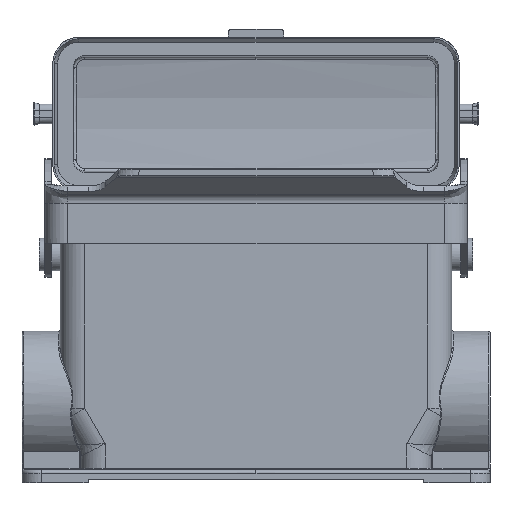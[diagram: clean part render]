
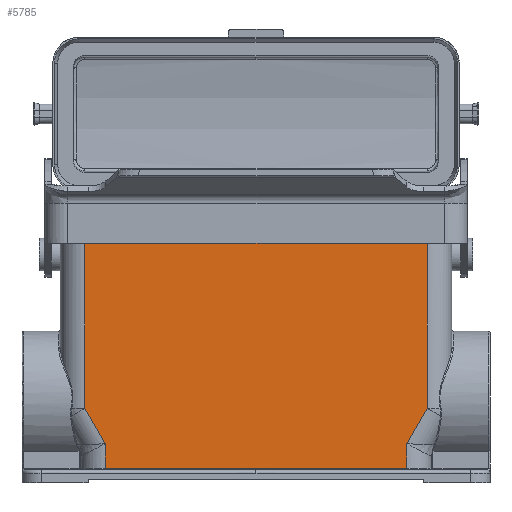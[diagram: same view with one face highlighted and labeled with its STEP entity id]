
A CAD part, front view. The second image highlights one B-rep face of the part: STEP entity #5785.
In plain terms, the highlighted planar face has unit normal (0, -1, 0).
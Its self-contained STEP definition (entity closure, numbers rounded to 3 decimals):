
#4867=FACE_OUTER_BOUND('',#6745,.T.);
#5785=ADVANCED_FACE('',(#4867),#6280,.T.);
#6280=PLANE('',#13999);
#6745=EDGE_LOOP('',(#7868,#7869,#7870,#7871,#7872,#7873,#7874,#7875,#7876,
#7877,#7878,#7879,#7880));
#7868=ORIENTED_EDGE('',*,*,#11434,.T.);
#7869=ORIENTED_EDGE('',*,*,#11433,.T.);
#7870=ORIENTED_EDGE('',*,*,#11425,.T.);
#7871=ORIENTED_EDGE('',*,*,#11435,.T.);
#7872=ORIENTED_EDGE('',*,*,#11080,.T.);
#7873=ORIENTED_EDGE('',*,*,#11436,.F.);
#7874=ORIENTED_EDGE('',*,*,#11437,.T.);
#7875=ORIENTED_EDGE('',*,*,#11438,.F.);
#7876=ORIENTED_EDGE('',*,*,#11439,.F.);
#7877=ORIENTED_EDGE('',*,*,#11077,.T.);
#7878=ORIENTED_EDGE('',*,*,#11440,.T.);
#7879=ORIENTED_EDGE('',*,*,#11441,.T.);
#7880=ORIENTED_EDGE('',*,*,#11442,.T.);
#10154=VERTEX_POINT('',#16904);
#10158=VERTEX_POINT('',#16912);
#10161=VERTEX_POINT('',#16919);
#10162=VERTEX_POINT('',#16921);
#10400=VERTEX_POINT('',#19223);
#10402=VERTEX_POINT('',#19273);
#10406=VERTEX_POINT('',#19395);
#10408=VERTEX_POINT('',#19401);
#10409=VERTEX_POINT('',#19404);
#10410=VERTEX_POINT('',#19406);
#10411=VERTEX_POINT('',#19408);
#10412=VERTEX_POINT('',#19411);
#10413=VERTEX_POINT('',#19413);
#11077=EDGE_CURVE('',#10154,#10158,#12523,.T.);
#11080=EDGE_CURVE('',#10162,#10161,#12525,.T.);
#11425=EDGE_CURVE('',#10402,#10400,#12650,.T.);
#11433=EDGE_CURVE('',#10406,#10402,#12652,.T.);
#11434=EDGE_CURVE('',#10408,#10406,#12653,.T.);
#11435=EDGE_CURVE('',#10400,#10162,#12654,.T.);
#11436=EDGE_CURVE('',#10409,#10161,#12655,.T.);
#11437=EDGE_CURVE('',#10409,#10410,#12656,.T.);
#11438=EDGE_CURVE('',#10411,#10410,#12657,.T.);
#11439=EDGE_CURVE('',#10154,#10411,#12658,.T.);
#11440=EDGE_CURVE('',#10158,#10412,#12659,.T.);
#11441=EDGE_CURVE('',#10412,#10413,#12660,.T.);
#11442=EDGE_CURVE('',#10413,#10408,#12661,.T.);
#12523=LINE('',#16913,#13169);
#12525=LINE('',#16920,#13171);
#12650=LINE('',#19272,#13296);
#12652=LINE('',#19398,#13298);
#12653=LINE('',#19400,#13299);
#12654=LINE('',#19402,#13300);
#12655=LINE('',#19403,#13301);
#12656=LINE('',#19405,#13302);
#12657=LINE('',#19407,#13303);
#12658=LINE('',#19409,#13304);
#12659=LINE('',#19410,#13305);
#12660=LINE('',#19412,#13306);
#12661=LINE('',#19414,#13307);
#13169=VECTOR('',#14630,1.);
#13171=VECTOR('',#14636,1.);
#13296=VECTOR('',#15151,1.);
#13298=VECTOR('',#15157,1.);
#13299=VECTOR('',#15160,1.);
#13300=VECTOR('',#15161,1.);
#13301=VECTOR('',#15162,1.);
#13302=VECTOR('',#15163,1.);
#13303=VECTOR('',#15164,1.);
#13304=VECTOR('',#15165,1.);
#13305=VECTOR('',#15166,1.);
#13306=VECTOR('',#15167,1.);
#13307=VECTOR('',#15168,1.);
#13999=AXIS2_PLACEMENT_3D('',#19415,#15169,#15170);
#14630=DIRECTION('',(-1.,0.,0.));
#14636=DIRECTION('',(-1.,0.,0.));
#15151=DIRECTION('',(0.5,0.,0.866));
#15157=DIRECTION('',(0.,0.,1.));
#15160=DIRECTION('',(1.,0.,0.));
#15161=DIRECTION('',(0.,0.,1.));
#15162=DIRECTION('',(0.,0.,-1.));
#15163=DIRECTION('',(-1.,0.,0.));
#15164=DIRECTION('',(1.,0.,0.));
#15165=DIRECTION('',(0.,0.,1.));
#15166=DIRECTION('',(0.,0.,-1.));
#15167=DIRECTION('',(0.5,0.,-0.866));
#15168=DIRECTION('',(0.,0.,-1.));
#15169=DIRECTION('',(0.,-1.,0.));
#15170=DIRECTION('',(0.,0.,1.));
#16904=CARTESIAN_POINT('',(-52.3,-21.5,74.));
#16912=CARTESIAN_POINT('',(-52.5,-21.5,74.));
#16913=CARTESIAN_POINT('',(52.5,-21.5,74.));
#16919=CARTESIAN_POINT('',(52.3,-21.5,74.));
#16920=CARTESIAN_POINT('',(52.5,-21.5,74.));
#16921=CARTESIAN_POINT('',(52.5,-21.5,74.));
#19223=CARTESIAN_POINT('',(52.5,-21.5,22.835));
#19272=CARTESIAN_POINT('',(46.25,-21.5,12.01));
#19273=CARTESIAN_POINT('',(46.25,-21.5,12.01));
#19395=CARTESIAN_POINT('',(46.25,-21.5,4.5));
#19398=CARTESIAN_POINT('',(46.25,-21.5,4.5));
#19400=CARTESIAN_POINT('',(-46.25,-21.5,4.5));
#19401=CARTESIAN_POINT('',(-46.25,-21.5,4.5));
#19402=CARTESIAN_POINT('',(52.5,-21.5,22.835));
#19403=CARTESIAN_POINT('',(52.3,-21.5,77.6));
#19404=CARTESIAN_POINT('',(52.3,-21.5,77.6));
#19405=CARTESIAN_POINT('',(52.3,-21.5,77.6));
#19406=CARTESIAN_POINT('',(0.,-21.5,77.6));
#19407=CARTESIAN_POINT('',(-52.3,-21.5,77.6));
#19408=CARTESIAN_POINT('',(-52.3,-21.5,77.6));
#19409=CARTESIAN_POINT('',(-52.3,-21.5,74.));
#19410=CARTESIAN_POINT('',(-52.5,-21.5,74.));
#19411=CARTESIAN_POINT('',(-52.5,-21.5,22.835));
#19412=CARTESIAN_POINT('',(-52.5,-21.5,22.835));
#19413=CARTESIAN_POINT('',(-46.25,-21.5,12.01));
#19414=CARTESIAN_POINT('',(-46.25,-21.5,12.01));
#19415=CARTESIAN_POINT('',(53.6,-21.5,2.9));
